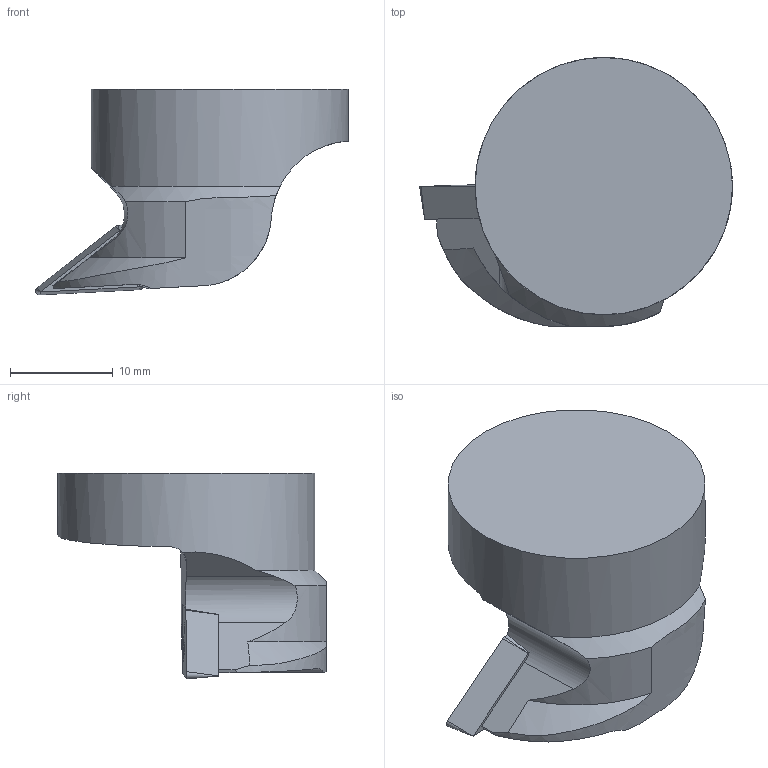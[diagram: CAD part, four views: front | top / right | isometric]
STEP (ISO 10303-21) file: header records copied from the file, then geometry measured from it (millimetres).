
FILE_DESCRIPTION(/* description */ (''),/* implementation_level */ '2;1');
FILE_NAME(/* name */ '1641987956041.stp',/* time_stamp */ '2022-01-12T17:16:20+06:00',/* author */ (''),/* organization */ ('SMS'),/* preprocessor_version */ 'ST-DEVELOPER v16.7',/* originating_system */ 'SIEMENS PLM Software NX 12.0',/* authorisation */ '');
FILE_SCHEMA (('AUTOMOTIVE_DESIGN { 1 0 10303 214 3 1 1 1 }'));
Length unit declared in the file: millimetre
Products named in the file (4): IsoTurningInsert; ASSEMBLY_CONSTRUCTION; 203896763mod000_00; 203896761mod000_00
Assembly tree (3 placements, depth 2):
  203896761mod000_00
    203896763mod000_00
    ASSEMBLY_CONSTRUCTION
    IsoTurningInsert
Bounding box: 30.4 x 26.12 x 20 mm (x, y, z)
Volume: 5618.5 mm3; surface area: 2513.6 mm2
Topology: 2 solids, 2 shells, 43 faces, 113 edges, 82 vertices
Faces by surface type: plane 19, cylinder 9, cone 9, torus 4, extrusion 1, sphere 1
Full cylindrical faces by diameter (mm): 2.8 x2, 25 x1
Entity records: 1608 total; most frequent: CARTESIAN_POINT 433, DIRECTION 224, ORIENTED_EDGE 192, EDGE_CURVE 96, AXIS2_PLACEMENT_3D 92, VERTEX_POINT 68, EDGE_LOOP 56, ADVANCED_FACE 43
